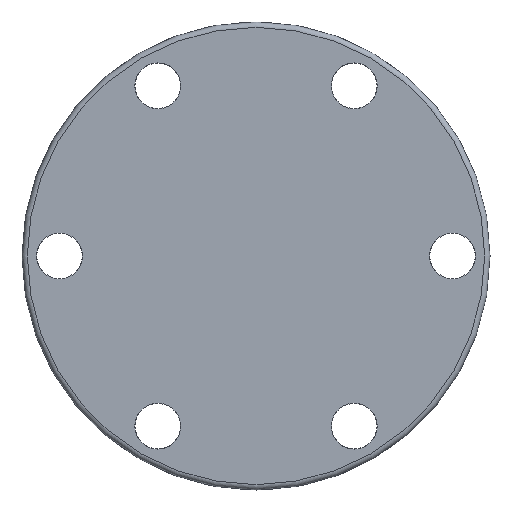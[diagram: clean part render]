
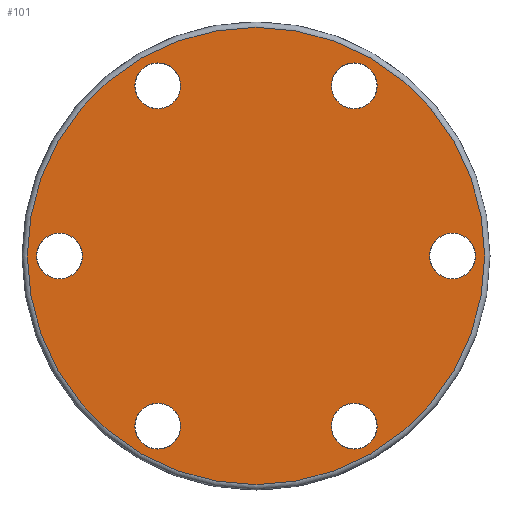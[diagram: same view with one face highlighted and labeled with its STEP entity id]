
A CAD part, left-side view. The second image highlights one B-rep face of the part: STEP entity #101.
In plain terms, the highlighted planar face has unit normal (-1, 0, 0).
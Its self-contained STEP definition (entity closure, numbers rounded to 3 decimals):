
#15 = DIRECTION ( 'NONE',  ( 1., 0., 0. ) ) ;
#25 = DIRECTION ( 'NONE',  ( 1., 0., 0. ) ) ;
#32 = DIRECTION ( 'NONE',  ( 0., 0., -1. ) ) ;
#39 = DIRECTION ( 'NONE',  ( 1., 0., 0. ) ) ;
#56 = DIRECTION ( 'NONE',  ( -1., 0., 0. ) ) ;
#73 = DIRECTION ( 'NONE',  ( 0., -1., 0. ) ) ;
#101 = ADVANCED_FACE ( 'NONE', ( #248, #185, #625, #983, #663, #459, #362 ), #471, .T. ) ;
#110 = DIRECTION ( 'NONE',  ( 0., 0., -1. ) ) ;
#130 = CARTESIAN_POINT ( 'NONE',  ( -12.5, -29.35, -3.425 ) ) ;
#138 = EDGE_CURVE ( 'NONE', #497, #497, #155, .T. ) ;
#139 = AXIS2_PLACEMENT_3D ( 'NONE', #492, #15, #417 ) ;
#141 = EDGE_LOOP ( 'NONE', ( #446 ) ) ;
#155 = CIRCLE ( 'NONE', #981, 3.425 ) ;
#166 = AXIS2_PLACEMENT_3D ( 'NONE', #761, #39, #985 ) ;
#169 = CARTESIAN_POINT ( 'NONE',  ( -12.5, -29.35, 0. ) ) ;
#185 = FACE_BOUND ( 'NONE', #800, .T. ) ;
#195 = AXIS2_PLACEMENT_3D ( 'NONE', #707, #1019, #73 ) ;
#199 = CARTESIAN_POINT ( 'NONE',  ( -12.5, 29.35, -3.425 ) ) ;
#200 = CIRCLE ( 'NONE', #139, 3.425 ) ;
#205 = DIRECTION ( 'NONE',  ( 0., 0., -1. ) ) ;
#248 = FACE_OUTER_BOUND ( 'NONE', #453, .T. ) ;
#266 = CARTESIAN_POINT ( 'NONE',  ( -12.5, -14.675, -25.418 ) ) ;
#290 = EDGE_LOOP ( 'NONE', ( #494 ) ) ;
#292 = CARTESIAN_POINT ( 'NONE',  ( -12.5, 0., 0. ) ) ;
#316 = VERTEX_POINT ( 'NONE', #600 ) ;
#324 = EDGE_CURVE ( 'NONE', #507, #507, #764, .T. ) ;
#328 = VERTEX_POINT ( 'NONE', #199 ) ;
#330 = ORIENTED_EDGE ( 'NONE', *, *, #926, .T. ) ;
#340 = VERTEX_POINT ( 'NONE', #998 ) ;
#354 = VERTEX_POINT ( 'NONE', #608 ) ;
#362 = FACE_BOUND ( 'NONE', #290, .T. ) ;
#406 = CIRCLE ( 'NONE', #461, 3.425 ) ;
#417 = DIRECTION ( 'NONE',  ( 0., 0., -1. ) ) ;
#446 = ORIENTED_EDGE ( 'NONE', *, *, #523, .T. ) ;
#453 = EDGE_LOOP ( 'NONE', ( #785 ) ) ;
#459 = FACE_BOUND ( 'NONE', #667, .T. ) ;
#461 = AXIS2_PLACEMENT_3D ( 'NONE', #266, #1000, #32 ) ;
#471 = PLANE ( 'NONE',  #195 ) ;
#475 = CIRCLE ( 'NONE', #166, 3.425 ) ;
#478 = ORIENTED_EDGE ( 'NONE', *, *, #138, .T. ) ;
#482 = EDGE_CURVE ( 'NONE', #576, #576, #406, .T. ) ;
#489 = ORIENTED_EDGE ( 'NONE', *, *, #607, .T. ) ;
#492 = CARTESIAN_POINT ( 'NONE',  ( -12.5, 29.35, 0. ) ) ;
#494 = ORIENTED_EDGE ( 'NONE', *, *, #324, .T. ) ;
#497 = VERTEX_POINT ( 'NONE', #130 ) ;
#507 = VERTEX_POINT ( 'NONE', #678 ) ;
#523 = EDGE_CURVE ( 'NONE', #316, #316, #475, .T. ) ;
#528 = AXIS2_PLACEMENT_3D ( 'NONE', #978, #25, #110 ) ;
#534 = EDGE_LOOP ( 'NONE', ( #478 ) ) ;
#547 = ORIENTED_EDGE ( 'NONE', *, *, #482, .T. ) ;
#551 = EDGE_CURVE ( 'NONE', #354, #354, #974, .T. ) ;
#576 = VERTEX_POINT ( 'NONE', #1002 ) ;
#600 = CARTESIAN_POINT ( 'NONE',  ( -12.5, 14.675, -28.843 ) ) ;
#607 = EDGE_CURVE ( 'NONE', #340, #340, #874, .T. ) ;
#608 = CARTESIAN_POINT ( 'NONE',  ( -12.5, -34.15, 0. ) ) ;
#625 = FACE_BOUND ( 'NONE', #141, .T. ) ;
#631 = AXIS2_PLACEMENT_3D ( 'NONE', #292, #56, #1006 ) ;
#635 = DIRECTION ( 'NONE',  ( 0., 0., -1. ) ) ;
#663 = FACE_BOUND ( 'NONE', #534, .T. ) ;
#667 = EDGE_LOOP ( 'NONE', ( #489 ) ) ;
#678 = CARTESIAN_POINT ( 'NONE',  ( -12.5, 14.675, 21.993 ) ) ;
#696 = DIRECTION ( 'NONE',  ( 1., 0., 0. ) ) ;
#707 = CARTESIAN_POINT ( 'NONE',  ( -12.5, 34.95, 0. ) ) ;
#727 = DIRECTION ( 'NONE',  ( 1., 0., 0. ) ) ;
#761 = CARTESIAN_POINT ( 'NONE',  ( -12.5, 14.675, -25.418 ) ) ;
#764 = CIRCLE ( 'NONE', #528, 3.425 ) ;
#777 = CARTESIAN_POINT ( 'NONE',  ( -12.5, -14.675, 25.418 ) ) ;
#785 = ORIENTED_EDGE ( 'NONE', *, *, #551, .T. ) ;
#793 = AXIS2_PLACEMENT_3D ( 'NONE', #777, #696, #205 ) ;
#800 = EDGE_LOOP ( 'NONE', ( #330 ) ) ;
#836 = EDGE_LOOP ( 'NONE', ( #547 ) ) ;
#874 = CIRCLE ( 'NONE', #793, 3.425 ) ;
#926 = EDGE_CURVE ( 'NONE', #328, #328, #200, .T. ) ;
#974 = CIRCLE ( 'NONE', #631, 34.15 ) ;
#978 = CARTESIAN_POINT ( 'NONE',  ( -12.5, 14.675, 25.418 ) ) ;
#981 = AXIS2_PLACEMENT_3D ( 'NONE', #169, #727, #635 ) ;
#983 = FACE_BOUND ( 'NONE', #836, .T. ) ;
#985 = DIRECTION ( 'NONE',  ( 0., 0., -1. ) ) ;
#998 = CARTESIAN_POINT ( 'NONE',  ( -12.5, -14.675, 21.993 ) ) ;
#1000 = DIRECTION ( 'NONE',  ( 1., 0., 0. ) ) ;
#1002 = CARTESIAN_POINT ( 'NONE',  ( -12.5, -14.675, -28.843 ) ) ;
#1006 = DIRECTION ( 'NONE',  ( 0., -1., 0. ) ) ;
#1019 = DIRECTION ( 'NONE',  ( -1., 0., 0. ) ) ;
